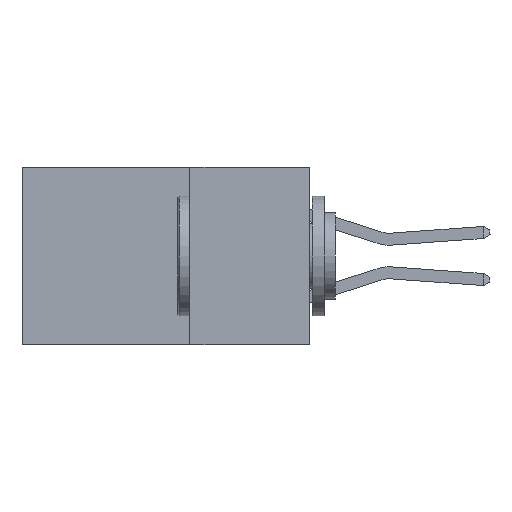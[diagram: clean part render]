
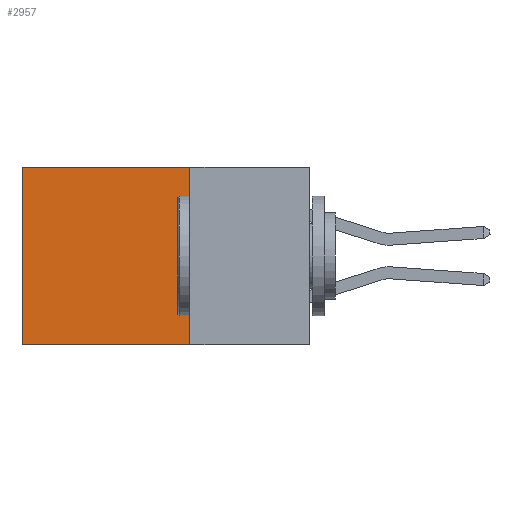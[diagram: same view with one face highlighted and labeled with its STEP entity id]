
A CAD part, left-side view. The second image highlights one B-rep face of the part: STEP entity #2957.
In plain terms, the highlighted planar face has unit normal (-1, 0, 0).
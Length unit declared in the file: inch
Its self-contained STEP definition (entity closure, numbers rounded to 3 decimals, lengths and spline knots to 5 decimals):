
#431 = VECTOR ( 'NONE', #6392, 39.37008 ) ;
#987 = CARTESIAN_POINT ( 'NONE',  ( 0.298, 0.25, 0. ) ) ;
#1201 = VECTOR ( 'NONE', #4310, 39.37008 ) ;
#1368 = ORIENTED_EDGE ( 'NONE', *, *, #9361, .T. ) ;
#1755 = DIRECTION ( 'NONE',  ( 0., 0., -1. ) ) ;
#1782 = VECTOR ( 'NONE', #2974, 39.37008 ) ;
#1857 = LINE ( 'NONE', #9668, #431 ) ;
#2192 = FACE_OUTER_BOUND ( 'NONE', #9684, .T. ) ;
#2607 = CARTESIAN_POINT ( 'NONE',  ( 0.298, 0.6, -0.37 ) ) ;
#2654 = VECTOR ( 'NONE', #1755, 39.37008 ) ;
#2957 = ADVANCED_FACE ( 'NONE', ( #2192 ), #3767, .F. ) ;
#2974 = DIRECTION ( 'NONE',  ( 0., 1., 0. ) ) ;
#3007 = CARTESIAN_POINT ( 'NONE',  ( 0.298, 0.25, 0. ) ) ;
#3025 = CARTESIAN_POINT ( 'NONE',  ( 0.298, 0.25, -0.37 ) ) ;
#3312 = VERTEX_POINT ( 'NONE', #2607 ) ;
#3433 = LINE ( 'NONE', #987, #1201 ) ;
#3767 = PLANE ( 'NONE',  #3863 ) ;
#3863 = AXIS2_PLACEMENT_3D ( 'NONE', #3007, #7934, #8725 ) ;
#4310 = DIRECTION ( 'NONE',  ( 0., 0., -1. ) ) ;
#4994 = LINE ( 'NONE', #10380, #1782 ) ;
#6392 = DIRECTION ( 'NONE',  ( 0., 1., 0. ) ) ;
#6445 = EDGE_CURVE ( 'NONE', #7888, #3312, #4994, .T. ) ;
#6501 = CARTESIAN_POINT ( 'NONE',  ( 0.298, 0.6, 0. ) ) ;
#6895 = VERTEX_POINT ( 'NONE', #6501 ) ;
#7888 = VERTEX_POINT ( 'NONE', #3025 ) ;
#7923 = ORIENTED_EDGE ( 'NONE', *, *, #8931, .F. ) ;
#7934 = DIRECTION ( 'NONE',  ( 1., 0., 0. ) ) ;
#8530 = ORIENTED_EDGE ( 'NONE', *, *, #8693, .T. ) ;
#8693 = EDGE_CURVE ( 'NONE', #9441, #6895, #1857, .T. ) ;
#8725 = DIRECTION ( 'NONE',  ( 0., 0., -1. ) ) ;
#8931 = EDGE_CURVE ( 'NONE', #9441, #7888, #3433, .T. ) ;
#9207 = LINE ( 'NONE', #9915, #2654 ) ;
#9361 = EDGE_CURVE ( 'NONE', #6895, #3312, #9207, .T. ) ;
#9441 = VERTEX_POINT ( 'NONE', #9456 ) ;
#9456 = CARTESIAN_POINT ( 'NONE',  ( 0.298, 0.25, 0. ) ) ;
#9668 = CARTESIAN_POINT ( 'NONE',  ( 0.298, 0.25, 0. ) ) ;
#9684 = EDGE_LOOP ( 'NONE', ( #1368, #10163, #7923, #8530 ) ) ;
#9915 = CARTESIAN_POINT ( 'NONE',  ( 0.298, 0.6, 0. ) ) ;
#10163 = ORIENTED_EDGE ( 'NONE', *, *, #6445, .F. ) ;
#10380 = CARTESIAN_POINT ( 'NONE',  ( 0.298, 0.25, -0.37 ) ) ;
